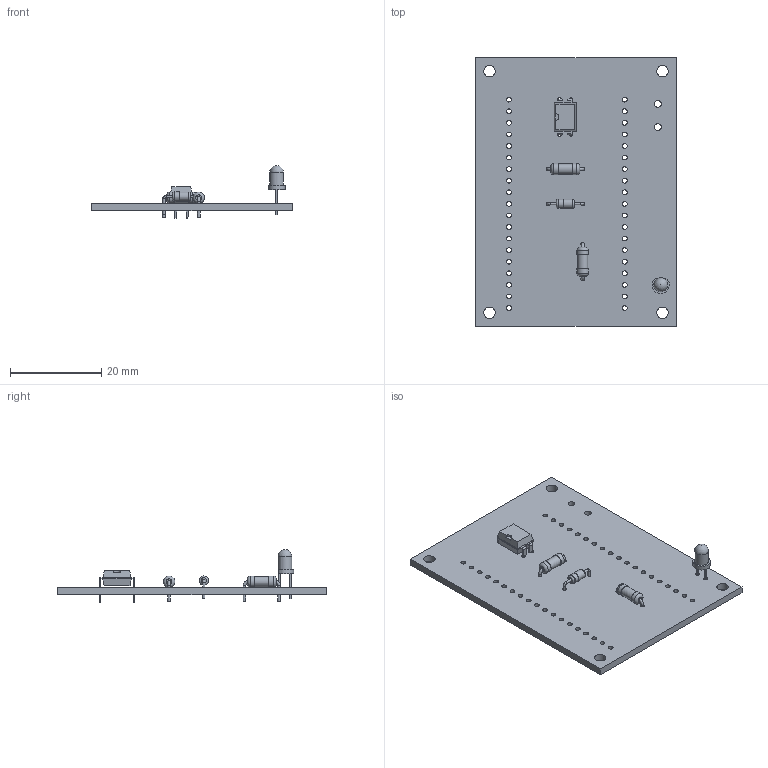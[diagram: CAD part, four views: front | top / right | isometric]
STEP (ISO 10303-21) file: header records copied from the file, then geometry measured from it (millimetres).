
FILE_DESCRIPTION(('KiCad electronic assembly'),'2;1');
FILE_NAME('Gazpar__20230214_211046-3D.step','2023-02-14T21:12:56',( 'Pcbnew'),('Kicad'),'Open CASCADE STEP processor 7.5', 'KiCad to STEP converter','Unknown');
FILE_SCHEMA(('AUTOMOTIVE_DESIGN { 1 0 10303 214 1 1 1 1 }'));
Length unit declared in the file: millimetre
Products named in the file (10): Gazpar__20230214_211046-3D 1; LED_D3.0mm; SOLID; D_DO-35_SOD27_P7.62mm_Horizontal; COMPOUND; R_Axial_DIN0207_L6.3mm_D2.5mm_P7.62mm_Horizontal; DIP-4_W7.62mm; tmp4xjt5d3s PCB
Assembly tree (10 placements, depth 3):
  Gazpar__20230214_211046-3D 1
    LED_D3.0mm
      SOLID
    D_DO-35_SOD27_P7.62mm_Horizontal
      COMPOUND
    R_Axial_DIN0207_L6.3mm_D2.5mm_P7.62mm_Horizontal  x2
      SOLID
    DIP-4_W7.62mm
      SOLID
    tmp4xjt5d3s PCB
Bounding box: 44 x 59 x 11.6 mm (x, y, z)
Volume: 4261.8 mm3; surface area: 6155.6 mm2
Topology: 7 solids, 7 shells, 204 faces, 495 edges, 316 vertices
Faces by surface type: plane 92, cylinder 83, bspline 16, torus 12, sphere 1
Full cylindrical faces by diameter (mm): 0.5 x3, 0.6 x4, 0.8 x10, 0.9 x2, 1.04 x38, 1.52 x2, 2 x2, 2.02 x1, 2.25 x2, 2.5 x8, 3 x1
Entity records: 15130 total; most frequent: CARTESIAN_POINT 4172, DIRECTION 1878, LINE 1027, VECTOR 1027, ORIENTED_EDGE 946, PCURVE 946, DEFINITIONAL_REPRESENTATION 946, EDGE_CURVE 473
